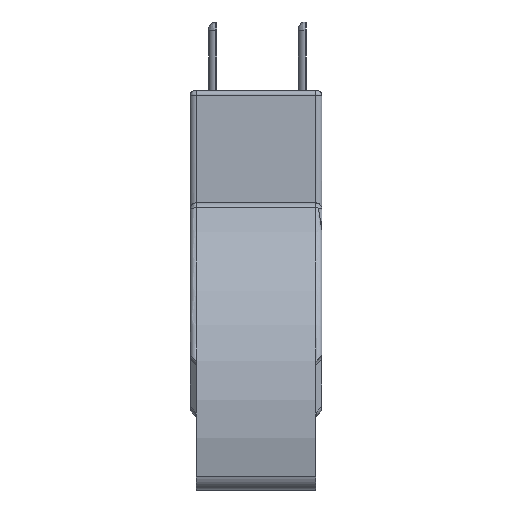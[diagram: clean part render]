
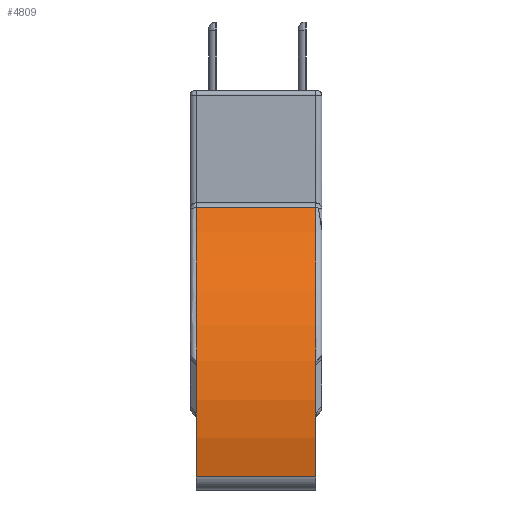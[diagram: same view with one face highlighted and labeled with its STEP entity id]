
A CAD part, left-side view. The second image highlights one B-rep face of the part: STEP entity #4809.
In plain terms, the highlighted cylindrical face has radius 11.45 mm (diameter 22.9 mm), a partial arc.
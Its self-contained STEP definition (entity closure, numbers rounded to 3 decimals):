
#396=FACE_OUTER_BOUND('',#699,.T.);
#699=EDGE_LOOP('',(#3592,#3593,#3594,#3595,#3596,#3597));
#1078=LINE('',#7918,#1493);
#1079=LINE('',#7955,#1494);
#1493=VECTOR('',#6056,10.);
#1494=VECTOR('',#6063,10.);
#1801=CIRCLE('',#5190,11.45);
#1802=CIRCLE('',#5191,11.45);
#1803=CIRCLE('',#5192,11.45);
#1804=CIRCLE('',#5193,11.45);
#2134=VERTEX_POINT('',#7907);
#2135=VERTEX_POINT('',#7916);
#2136=VERTEX_POINT('',#7950);
#2137=VERTEX_POINT('',#7952);
#2138=VERTEX_POINT('',#7954);
#2139=VERTEX_POINT('',#7956);
#2665=EDGE_CURVE('',#2134,#2135,#1078,.T.);
#2667=EDGE_CURVE('',#2136,#2134,#1801,.T.);
#2668=EDGE_CURVE('',#2137,#2136,#1802,.T.);
#2669=EDGE_CURVE('',#2138,#2137,#1079,.T.);
#2670=EDGE_CURVE('',#2138,#2139,#1803,.T.);
#2671=EDGE_CURVE('',#2135,#2139,#1804,.T.);
#3592=ORIENTED_EDGE('',*,*,#2665,.F.);
#3593=ORIENTED_EDGE('',*,*,#2667,.F.);
#3594=ORIENTED_EDGE('',*,*,#2668,.F.);
#3595=ORIENTED_EDGE('',*,*,#2669,.F.);
#3596=ORIENTED_EDGE('',*,*,#2670,.T.);
#3597=ORIENTED_EDGE('',*,*,#2671,.F.);
#4630=CYLINDRICAL_SURFACE('',#5189,11.45);
#4809=ADVANCED_FACE('',(#396),#4630,.T.);
#5189=AXIS2_PLACEMENT_3D('',#7949,#6057,#6058);
#5190=AXIS2_PLACEMENT_3D('',#7951,#6059,#6060);
#5191=AXIS2_PLACEMENT_3D('',#7953,#6061,#6062);
#5192=AXIS2_PLACEMENT_3D('',#7957,#6064,#6065);
#5193=AXIS2_PLACEMENT_3D('',#7958,#6066,#6067);
#6056=DIRECTION('',(0.,-1.,0.));
#6057=DIRECTION('center_axis',(0.,1.,0.));
#6058=DIRECTION('ref_axis',(-0.969,0.,-0.247));
#6059=DIRECTION('center_axis',(0.,1.,0.));
#6060=DIRECTION('ref_axis',(-0.827,0.,0.562));
#6061=DIRECTION('center_axis',(0.,1.,0.));
#6062=DIRECTION('ref_axis',(-0.969,0.,-0.247));
#6063=DIRECTION('',(0.,1.,0.));
#6064=DIRECTION('center_axis',(0.,1.,0.));
#6065=DIRECTION('ref_axis',(-0.969,0.,-0.247));
#6066=DIRECTION('center_axis',(0.,-1.,0.));
#6067=DIRECTION('ref_axis',(-0.827,0.,0.562));
#7907=CARTESIAN_POINT('',(-6.689,5.4,9.293));
#7916=CARTESIAN_POINT('',(-6.689,0.,9.293));
#7918=CARTESIAN_POINT('',(-6.689,0.,9.293));
#7949=CARTESIAN_POINT('Origin',(0.,0.,0.));
#7950=CARTESIAN_POINT('',(-11.201,5.4,2.374));
#7951=CARTESIAN_POINT('Origin',(0.,5.4,0.));
#7952=CARTESIAN_POINT('',(-11.096,5.4,-2.823));
#7953=CARTESIAN_POINT('Origin',(0.,5.4,0.));
#7954=CARTESIAN_POINT('',(-11.096,0.,-2.823));
#7955=CARTESIAN_POINT('',(-11.096,0.,-2.823));
#7956=CARTESIAN_POINT('',(-11.201,0.,2.374));
#7957=CARTESIAN_POINT('Origin',(0.,0.,0.));
#7958=CARTESIAN_POINT('Origin',(0.,0.,0.));
